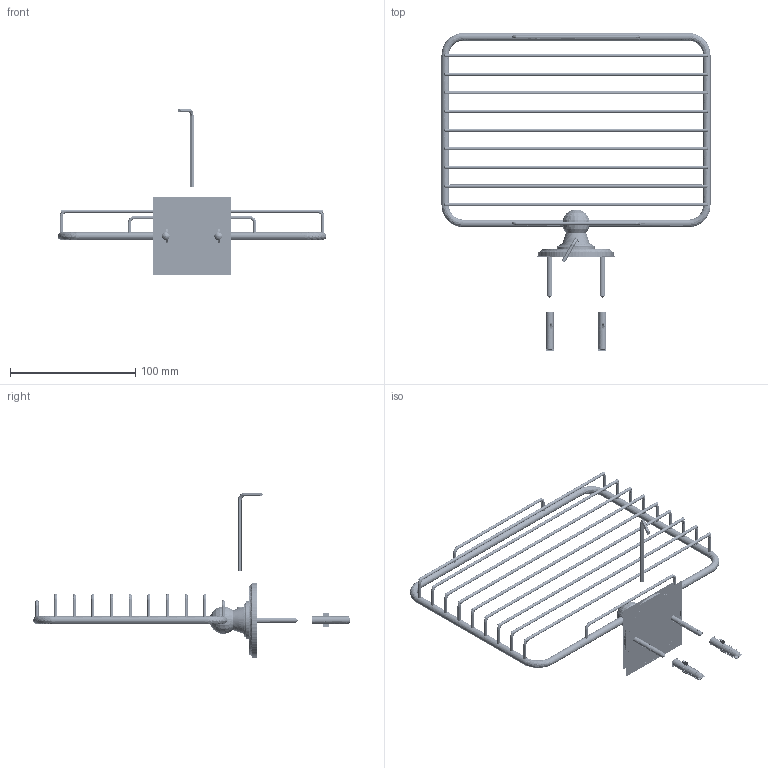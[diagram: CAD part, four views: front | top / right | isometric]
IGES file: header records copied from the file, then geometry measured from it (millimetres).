
Start section:  PTC IGES file: 2004209.igs
Global section: file name: 2004209.igs; native system: Pro/ENGINEER by Parametric Technology Corporation; preprocessor: 2008230; author: Administrator; organization: Unknown; date: 20140606.110250; units: millimetre
Bounding box: 215 x 253.82 x 133.03 mm (x, y, z)
Volume: 60678.3 mm3; surface area: 254677.5 mm2
Topology: 20 solids, 21 shells, 1694 faces, 8644 edges, 10936 vertices
Faces by surface type: revolution 1144, bspline 550
